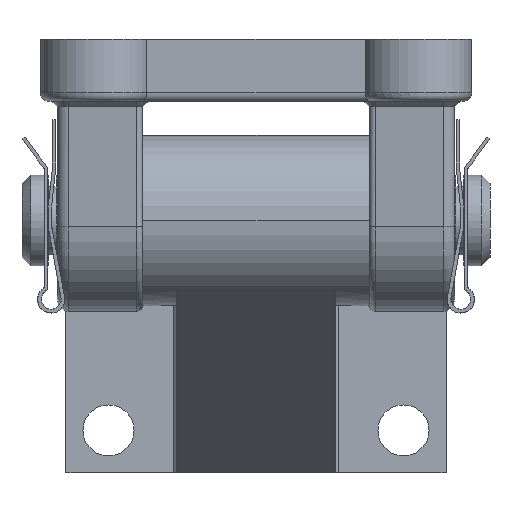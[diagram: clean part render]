
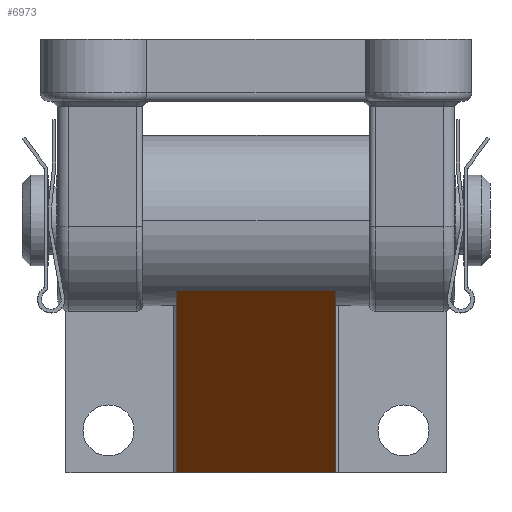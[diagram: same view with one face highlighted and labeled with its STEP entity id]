
A CAD part, front view. The second image highlights one B-rep face of the part: STEP entity #6973.
In plain terms, the highlighted face is planar.
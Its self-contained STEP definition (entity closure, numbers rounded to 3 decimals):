
#540 = DIRECTION ( 'NONE',  ( -0.439, -0.635, 0.635 ) ) ;
#551 = CARTESIAN_POINT ( 'NONE',  ( 40.359, 34.052, 25.948 ) ) ;
#811 = LINE ( 'NONE', #3987, #929 ) ;
#896 = VECTOR ( 'NONE', #1641, 1000. ) ;
#897 = LINE ( 'NONE', #1642, #896 ) ;
#916 = VECTOR ( 'NONE', #1257, 1000. ) ;
#918 = LINE ( 'NONE', #1260, #916 ) ;
#929 = VECTOR ( 'NONE', #3984, 1000. ) ;
#978 = VECTOR ( 'NONE', #1404, 1000. ) ;
#980 = LINE ( 'NONE', #1420, #978 ) ;
#1000 = LINE ( 'NONE', #551, #1054 ) ;
#1053 = VECTOR ( 'NONE', #1448, 1000. ) ;
#1054 = VECTOR ( 'NONE', #540, 1000. ) ;
#1065 = LINE ( 'NONE', #1462, #1053 ) ;
#1257 = DIRECTION ( 'NONE',  ( 0., -1., 0. ) ) ;
#1260 = CARTESIAN_POINT ( 'NONE',  ( 50., 47.5, 12. ) ) ;
#1404 = DIRECTION ( 'NONE',  ( 0.439, -0.635, -0.635 ) ) ;
#1420 = CARTESIAN_POINT ( 'NONE',  ( 37.514, 37.064, 30.064 ) ) ;
#1448 = DIRECTION ( 'NONE',  ( -0.569, 0., 0.823 ) ) ;
#1462 = CARTESIAN_POINT ( 'NONE',  ( 8.162, 19.5, 72.53 ) ) ;
#1641 = DIRECTION ( 'NONE',  ( -0.569, 0., 0.823 ) ) ;
#1642 = CARTESIAN_POINT ( 'NONE',  ( 8.162, 47.5, 72.53 ) ) ;
#2073 = PLANE ( 'NONE',  #6111 ) ;
#2088 = CARTESIAN_POINT ( 'NONE',  ( 8.162, 47.5, 72.53 ) ) ;
#2106 = DIRECTION ( 'NONE',  ( 0.823, 0., 0.569 ) ) ;
#2107 = DIRECTION ( 'NONE',  ( 0.569, 0., -0.823 ) ) ;
#3007 = EDGE_LOOP ( 'NONE', ( #6502, #6449, #6490, #6463, #6665, #6381 ) ) ;
#3984 = DIRECTION ( 'NONE',  ( 0., -1., 0. ) ) ;
#3987 = CARTESIAN_POINT ( 'NONE',  ( 17.839, 47.5, 58.529 ) ) ;
#4188 = VERTEX_POINT ( 'NONE', #5019 ) ;
#4452 = VERTEX_POINT ( 'NONE', #4890 ) ;
#4554 = VERTEX_POINT ( 'NONE', #4834 ) ;
#4658 = VERTEX_POINT ( 'NONE', #6531 ) ;
#4666 = VERTEX_POINT ( 'NONE', #6568 ) ;
#4668 = VERTEX_POINT ( 'NONE', #6527 ) ;
#4834 = CARTESIAN_POINT ( 'NONE',  ( 17.839, 19.5, 58.529 ) ) ;
#4890 = CARTESIAN_POINT ( 'NONE',  ( 49.654, 47.5, 12.5 ) ) ;
#5019 = CARTESIAN_POINT ( 'NONE',  ( 17.839, 47.5, 58.529 ) ) ;
#5160 = FACE_OUTER_BOUND ( 'NONE', #3007, .T. ) ;
#5543 = EDGE_CURVE ( 'NONE', #4658, #4452, #1000, .T. ) ;
#5589 = EDGE_CURVE ( 'NONE', #4188, #4554, #811, .T. ) ;
#5617 = EDGE_CURVE ( 'NONE', #4668, #4554, #1065, .T. ) ;
#5629 = EDGE_CURVE ( 'NONE', #4668, #4666, #980, .T. ) ;
#5645 = EDGE_CURVE ( 'NONE', #4658, #4666, #918, .T. ) ;
#5656 = EDGE_CURVE ( 'NONE', #4452, #4188, #897, .T. ) ;
#6111 = AXIS2_PLACEMENT_3D ( 'NONE', #2088, #2106, #2107 ) ;
#6381 = ORIENTED_EDGE ( 'NONE', *, *, #5589, .T. ) ;
#6449 = ORIENTED_EDGE ( 'NONE', *, *, #5629, .T. ) ;
#6463 = ORIENTED_EDGE ( 'NONE', *, *, #5543, .T. ) ;
#6490 = ORIENTED_EDGE ( 'NONE', *, *, #5645, .F. ) ;
#6502 = ORIENTED_EDGE ( 'NONE', *, *, #5617, .F. ) ;
#6527 = CARTESIAN_POINT ( 'NONE',  ( 49.654, 19.5, 12.5 ) ) ;
#6531 = CARTESIAN_POINT ( 'NONE',  ( 50., 48., 12. ) ) ;
#6568 = CARTESIAN_POINT ( 'NONE',  ( 50., 19., 12. ) ) ;
#6665 = ORIENTED_EDGE ( 'NONE', *, *, #5656, .T. ) ;
#6973 = ADVANCED_FACE ( 'NONE', ( #5160 ), #2073, .T. ) ;
